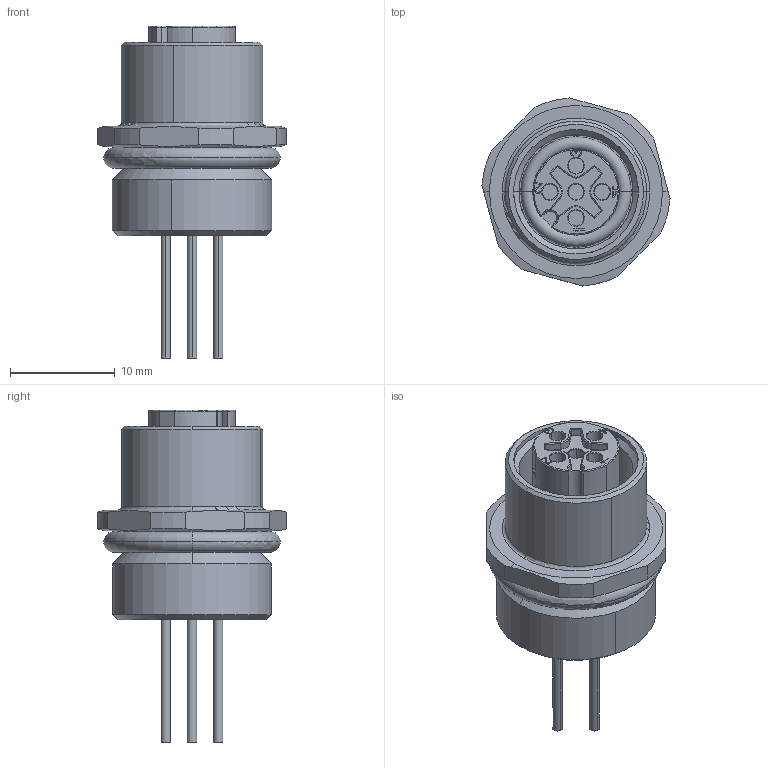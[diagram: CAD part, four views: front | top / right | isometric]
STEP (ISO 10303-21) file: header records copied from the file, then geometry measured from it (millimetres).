
FILE_DESCRIPTION(('SolidDesigner STEP Export'),'2;1');
FILE_NAME('1401206.stp','2012-10-30T12:23:24',(''),(''),'CoCreate Modeling STEP processor for AP214 (Solid Model)','CoCreate Modeling 16.00A 16-Aug-2008 (C) Parametric Technology GmbH','');
FILE_SCHEMA(('AUTOMOTIVE_DESIGN { 1 0 10303 214 1 1 1 1 }'));
Length unit declared in the file: millimetre
Products named in the file (1): 1401206
Bounding box: 17.95 x 17.95 x 31.7 mm (x, y, z)
Volume: 2855.8 mm3; surface area: 2567.5 mm2
Topology: 1 solids, 1 shells, 308 faces, 829 edges, 546 vertices
Faces by surface type: plane 165, cylinder 90, torus 31, cone 22
Entity records: 9272 total; most frequent: CARTESIAN_POINT 1754, ORIENTED_EDGE 1658, DIRECTION 1340, EDGE_CURVE 829, VERTEX_POINT 546, VECTOR 516, LINE 516, AXIS2_PLACEMENT_3D 412
